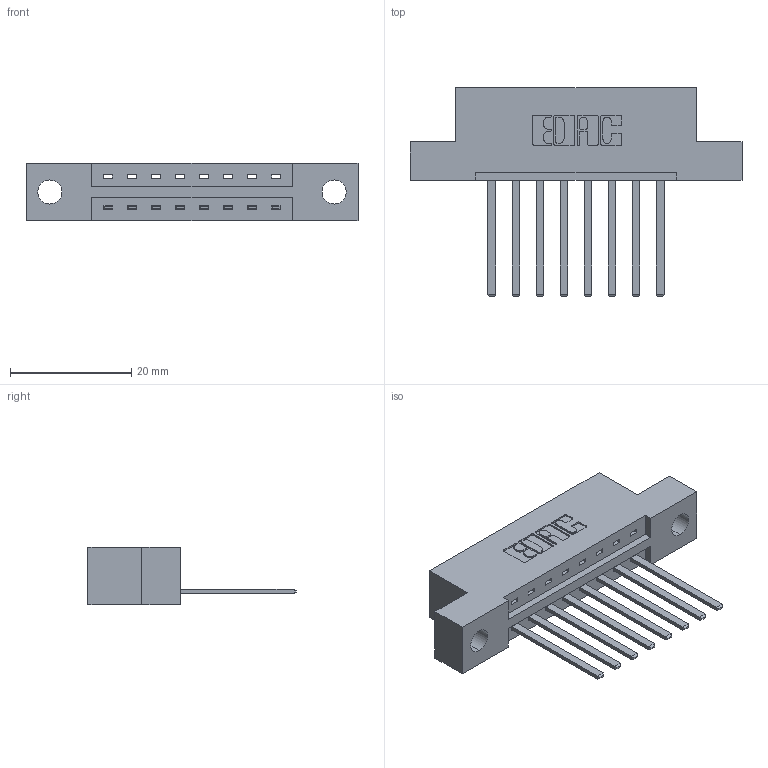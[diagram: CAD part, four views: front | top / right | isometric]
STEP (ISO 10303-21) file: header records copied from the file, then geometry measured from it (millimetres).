
FILE_DESCRIPTION (( 'STEP AP203' ), '1' );
FILE_NAME ('337-008-544-104.STEP', '2019-09-27T19:21:21', ( '' ), ( '' ), 'SwSTEP 2.0', 'SolidWorks 2016', '' );
FILE_SCHEMA (( 'CONFIG_CONTROL_DESIGN' ));
Length unit declared in the file: inch
Products named in the file (3): 345-292-001_345-293-144; 337 Part_Flush Mounting Lugs - 0.156 Dia-TH; 337-008-544-104
Assembly tree (9 placements, depth 2):
  337-008-544-104
    337 Part_Flush Mounting Lugs - 0.156 Dia-TH
    345-292-001_345-293-144  x8
Bounding box: 54.71 x 34.3 x 9.4 mm (x, y, z)
Volume: 5265.7 mm3; surface area: 5352.7 mm2
Topology: 9 solids, 9 shells, 562 faces, 1671 edges, 1102 vertices
Faces by surface type: plane 406, cylinder 156
Entity records: 10163 total; most frequent: CARTESIAN_POINT 1774, ORIENTED_EDGE 1718, DIRECTION 1559, EDGE_CURVE 859, LINE 735, VECTOR 735, VERTEX_POINT 570, AXIS2_PLACEMENT_3D 412
